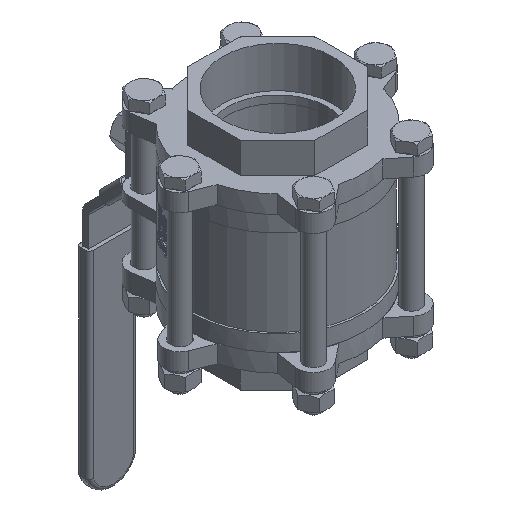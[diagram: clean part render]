
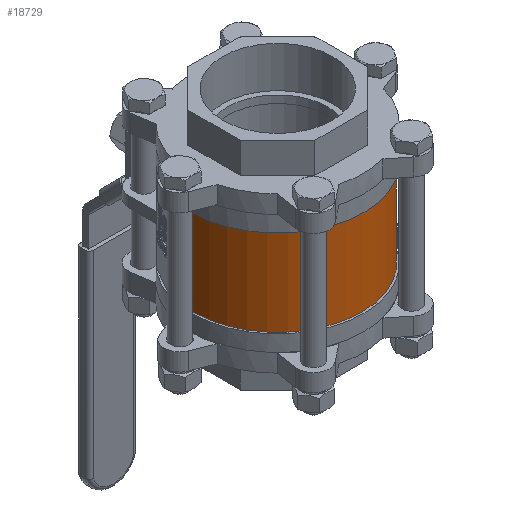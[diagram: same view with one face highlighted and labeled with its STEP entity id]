
A CAD part, isometric view. The second image highlights one B-rep face of the part: STEP entity #18729.
In plain terms, the highlighted cylindrical face has radius 84 mm (diameter 168 mm), a partial arc.
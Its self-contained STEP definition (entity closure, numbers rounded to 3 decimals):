
#1286=FACE_OUTER_BOUND('',#2345,.T.);
#2345=EDGE_LOOP('',(#12058,#12059,#12060,#12061,#12062,#12063,#12064,#12065,
#12066,#12067,#12068,#12069,#12070,#12071,#12072,#12073));
#3526=B_SPLINE_CURVE_WITH_KNOTS('',3,(#25109,#25110,#25111,#25112,#25113,
#25114,#25115,#25116,#25117,#25118,#25119,#25120,#25121,#25122,#25123,#25124),
 .UNSPECIFIED.,.F.,.F.,(4,2,2,2,2,2,2,4),(10.454,10.89,
11.325,11.761,12.197,12.632,13.068,
13.424),.UNSPECIFIED.);
#3527=B_SPLINE_CURVE_WITH_KNOTS('',3,(#25144,#25145,#25146,#25147,#25148,
#25149,#25150,#25151,#25152,#25153,#25154,#25155,#25156,#25157,#25158,#25159),
 .UNSPECIFIED.,.F.,.F.,(4,2,2,2,2,2,2,4),(14.454,14.81,
15.246,15.682,16.117,16.553,16.988,
17.424),.UNSPECIFIED.);
#4122=CIRCLE('',#19836,84.);
#4123=CIRCLE('',#19837,84.);
#4124=CIRCLE('',#19838,84.);
#4125=CIRCLE('',#19839,84.);
#4126=CIRCLE('',#19840,84.);
#4127=CIRCLE('',#19841,84.);
#4128=CIRCLE('',#19842,84.);
#4129=CIRCLE('',#19843,84.);
#4583=LINE('',#25103,#6062);
#4584=LINE('',#25107,#6063);
#4585=LINE('',#25128,#6064);
#4586=LINE('',#25134,#6065);
#4587=LINE('',#25140,#6066);
#4588=LINE('',#25161,#6067);
#6062=VECTOR('',#21100,84.);
#6063=VECTOR('',#21103,10.);
#6064=VECTOR('',#21106,10.);
#6065=VECTOR('',#21111,10.);
#6066=VECTOR('',#21116,10.);
#6067=VECTOR('',#21119,10.);
#7541=VERTEX_POINT('',#25101);
#7542=VERTEX_POINT('',#25102);
#7543=VERTEX_POINT('',#25104);
#7544=VERTEX_POINT('',#25106);
#7545=VERTEX_POINT('',#25108);
#7546=VERTEX_POINT('',#25125);
#7547=VERTEX_POINT('',#25127);
#7548=VERTEX_POINT('',#25129);
#7549=VERTEX_POINT('',#25131);
#7550=VERTEX_POINT('',#25133);
#7551=VERTEX_POINT('',#25135);
#7552=VERTEX_POINT('',#25137);
#7553=VERTEX_POINT('',#25139);
#7554=VERTEX_POINT('',#25141);
#7555=VERTEX_POINT('',#25143);
#7556=VERTEX_POINT('',#25160);
#9330=EDGE_CURVE('',#7541,#7542,#4583,.T.);
#9331=EDGE_CURVE('',#7541,#7543,#4122,.T.);
#9332=EDGE_CURVE('',#7544,#7543,#4584,.T.);
#9333=EDGE_CURVE('',#7544,#7545,#3526,.T.);
#9334=EDGE_CURVE('',#7545,#7546,#4123,.T.);
#9335=EDGE_CURVE('',#7546,#7547,#4585,.T.);
#9336=EDGE_CURVE('',#7547,#7548,#4124,.T.);
#9337=EDGE_CURVE('',#7548,#7549,#4125,.T.);
#9338=EDGE_CURVE('',#7549,#7550,#4586,.T.);
#9339=EDGE_CURVE('',#7550,#7551,#4126,.T.);
#9340=EDGE_CURVE('',#7551,#7552,#4127,.T.);
#9341=EDGE_CURVE('',#7552,#7553,#4587,.T.);
#9342=EDGE_CURVE('',#7553,#7554,#4128,.T.);
#9343=EDGE_CURVE('',#7554,#7555,#3527,.T.);
#9344=EDGE_CURVE('',#7556,#7555,#4588,.T.);
#9345=EDGE_CURVE('',#7556,#7542,#4129,.T.);
#12058=ORIENTED_EDGE('',*,*,#9330,.F.);
#12059=ORIENTED_EDGE('',*,*,#9331,.T.);
#12060=ORIENTED_EDGE('',*,*,#9332,.F.);
#12061=ORIENTED_EDGE('',*,*,#9333,.T.);
#12062=ORIENTED_EDGE('',*,*,#9334,.T.);
#12063=ORIENTED_EDGE('',*,*,#9335,.T.);
#12064=ORIENTED_EDGE('',*,*,#9336,.T.);
#12065=ORIENTED_EDGE('',*,*,#9337,.T.);
#12066=ORIENTED_EDGE('',*,*,#9338,.T.);
#12067=ORIENTED_EDGE('',*,*,#9339,.T.);
#12068=ORIENTED_EDGE('',*,*,#9340,.T.);
#12069=ORIENTED_EDGE('',*,*,#9341,.T.);
#12070=ORIENTED_EDGE('',*,*,#9342,.T.);
#12071=ORIENTED_EDGE('',*,*,#9343,.T.);
#12072=ORIENTED_EDGE('',*,*,#9344,.F.);
#12073=ORIENTED_EDGE('',*,*,#9345,.T.);
#17514=CYLINDRICAL_SURFACE('',#19835,84.);
#18729=ADVANCED_FACE('',(#1286),#17514,.T.);
#19835=AXIS2_PLACEMENT_3D('',#25100,#21098,#21099);
#19836=AXIS2_PLACEMENT_3D('',#25105,#21101,#21102);
#19837=AXIS2_PLACEMENT_3D('',#25126,#21104,#21105);
#19838=AXIS2_PLACEMENT_3D('',#25130,#21107,#21108);
#19839=AXIS2_PLACEMENT_3D('',#25132,#21109,#21110);
#19840=AXIS2_PLACEMENT_3D('',#25136,#21112,#21113);
#19841=AXIS2_PLACEMENT_3D('',#25138,#21114,#21115);
#19842=AXIS2_PLACEMENT_3D('',#25142,#21117,#21118);
#19843=AXIS2_PLACEMENT_3D('',#25162,#21120,#21121);
#21098=DIRECTION('center_axis',(0.,0.,1.));
#21099=DIRECTION('ref_axis',(-1.,0.,0.));
#21100=DIRECTION('',(0.,0.,-1.));
#21101=DIRECTION('center_axis',(0.,0.,-1.));
#21102=DIRECTION('ref_axis',(-1.,0.,0.));
#21103=DIRECTION('',(0.,0.,1.));
#21104=DIRECTION('center_axis',(0.,0.,1.));
#21105=DIRECTION('ref_axis',(-1.,0.,0.));
#21106=DIRECTION('',(0.,0.,1.));
#21107=DIRECTION('center_axis',(0.,0.,1.));
#21108=DIRECTION('ref_axis',(-1.,0.,0.));
#21109=DIRECTION('center_axis',(0.,0.,1.));
#21110=DIRECTION('ref_axis',(-1.,0.,0.));
#21111=DIRECTION('',(0.,0.,-1.));
#21112=DIRECTION('center_axis',(0.,0.,-1.));
#21113=DIRECTION('ref_axis',(-1.,0.,0.));
#21114=DIRECTION('center_axis',(0.,0.,-1.));
#21115=DIRECTION('ref_axis',(-1.,0.,0.));
#21116=DIRECTION('',(0.,0.,1.));
#21117=DIRECTION('center_axis',(0.,0.,-1.));
#21118=DIRECTION('ref_axis',(-1.,0.,0.));
#21119=DIRECTION('',(0.,0.,1.));
#21120=DIRECTION('center_axis',(0.,0.,1.));
#21121=DIRECTION('ref_axis',(-1.,0.,0.));
#25100=CARTESIAN_POINT('Origin',(0.,0.,0.));
#25101=CARTESIAN_POINT('',(84.,0.,43.6));
#25102=CARTESIAN_POINT('',(84.,0.,-43.6));
#25103=CARTESIAN_POINT('',(84.,0.,0.));
#25104=CARTESIAN_POINT('',(0.,84.,43.6));
#25105=CARTESIAN_POINT('Origin',(0.,0.,43.6));
#25106=CARTESIAN_POINT('',(0.,84.,23.));
#25107=CARTESIAN_POINT('',(0.,84.,0.));
#25108=CARTESIAN_POINT('',(-22.393,80.96,5.25));
#25109=CARTESIAN_POINT('Ctrl Pts',(0.,84.,23.));
#25110=CARTESIAN_POINT('Ctrl Pts',(-1.452,84.,23.));
#25111=CARTESIAN_POINT('Ctrl Pts',(-2.951,83.961,22.86));
#25112=CARTESIAN_POINT('Ctrl Pts',(-5.928,83.804,22.275));
#25113=CARTESIAN_POINT('Ctrl Pts',(-7.407,83.685,21.829));
#25114=CARTESIAN_POINT('Ctrl Pts',(-10.238,83.386,20.653));
#25115=CARTESIAN_POINT('Ctrl Pts',(-11.593,83.206,19.922));
#25116=CARTESIAN_POINT('Ctrl Pts',(-14.098,82.818,18.236));
#25117=CARTESIAN_POINT('Ctrl Pts',(-15.247,82.611,17.28));
#25118=CARTESIAN_POINT('Ctrl Pts',(-17.28,82.21,15.246));
#25119=CARTESIAN_POINT('Ctrl Pts',(-18.236,82.001,14.097));
#25120=CARTESIAN_POINT('Ctrl Pts',(-19.922,81.608,11.593));
#25121=CARTESIAN_POINT('Ctrl Pts',(-20.653,81.424,10.238));
#25122=CARTESIAN_POINT('Ctrl Pts',(-21.722,81.144,7.664));
#25123=CARTESIAN_POINT('Ctrl Pts',(-22.108,81.039,6.464));
#25124=CARTESIAN_POINT('Ctrl Pts',(-22.393,80.96,5.25));
#25125=CARTESIAN_POINT('',(-63.414,55.087,5.25));
#25126=CARTESIAN_POINT('Origin',(0.,0.,5.25));
#25127=CARTESIAN_POINT('',(-63.414,55.087,43.5));
#25128=CARTESIAN_POINT('',(-63.414,55.087,0.));
#25129=CARTESIAN_POINT('',(-72.746,42.,43.5));
#25130=CARTESIAN_POINT('Origin',(0.,0.,43.5));
#25131=CARTESIAN_POINT('',(-79.414,27.375,43.5));
#25132=CARTESIAN_POINT('Origin',(0.,0.,43.5));
#25133=CARTESIAN_POINT('',(-79.414,27.375,-43.5));
#25134=CARTESIAN_POINT('',(-79.414,27.375,0.));
#25135=CARTESIAN_POINT('',(-72.746,42.,-43.5));
#25136=CARTESIAN_POINT('Origin',(0.,0.,-43.5));
#25137=CARTESIAN_POINT('',(-63.414,55.087,-43.5));
#25138=CARTESIAN_POINT('Origin',(0.,0.,-43.5));
#25139=CARTESIAN_POINT('',(-63.414,55.087,-5.25));
#25140=CARTESIAN_POINT('',(-63.414,55.087,0.));
#25141=CARTESIAN_POINT('',(-22.393,80.96,-5.25));
#25142=CARTESIAN_POINT('Origin',(0.,0.,-5.25));
#25143=CARTESIAN_POINT('',(0.,84.,-23.));
#25144=CARTESIAN_POINT('Ctrl Pts',(-22.393,80.96,-5.25));
#25145=CARTESIAN_POINT('Ctrl Pts',(-22.108,81.039,-6.464));
#25146=CARTESIAN_POINT('Ctrl Pts',(-21.722,81.144,-7.664));
#25147=CARTESIAN_POINT('Ctrl Pts',(-20.653,81.424,-10.238));
#25148=CARTESIAN_POINT('Ctrl Pts',(-19.922,81.608,-11.593));
#25149=CARTESIAN_POINT('Ctrl Pts',(-18.236,82.001,-14.097));
#25150=CARTESIAN_POINT('Ctrl Pts',(-17.28,82.21,-15.246));
#25151=CARTESIAN_POINT('Ctrl Pts',(-15.247,82.611,-17.28));
#25152=CARTESIAN_POINT('Ctrl Pts',(-14.098,82.818,-18.236));
#25153=CARTESIAN_POINT('Ctrl Pts',(-11.593,83.206,-19.922));
#25154=CARTESIAN_POINT('Ctrl Pts',(-10.238,83.386,-20.653));
#25155=CARTESIAN_POINT('Ctrl Pts',(-7.407,83.685,-21.829));
#25156=CARTESIAN_POINT('Ctrl Pts',(-5.928,83.804,-22.275));
#25157=CARTESIAN_POINT('Ctrl Pts',(-2.951,83.961,-22.86));
#25158=CARTESIAN_POINT('Ctrl Pts',(-1.452,84.,-23.));
#25159=CARTESIAN_POINT('Ctrl Pts',(0.,84.,-23.));
#25160=CARTESIAN_POINT('',(0.,84.,-43.6));
#25161=CARTESIAN_POINT('',(0.,84.,0.));
#25162=CARTESIAN_POINT('Origin',(0.,0.,-43.6));
